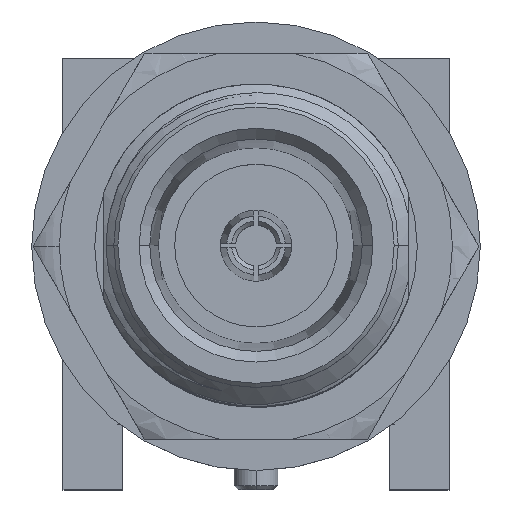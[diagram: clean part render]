
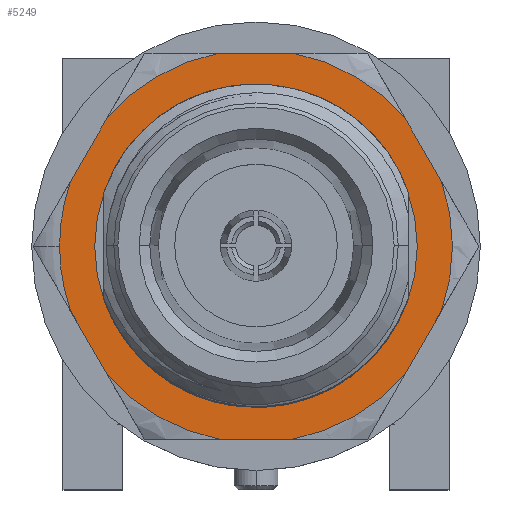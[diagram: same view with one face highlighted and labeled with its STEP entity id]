
A CAD part, top view. The second image highlights one B-rep face of the part: STEP entity #5249.
In plain terms, the highlighted planar face has unit normal (0, 0, 1).
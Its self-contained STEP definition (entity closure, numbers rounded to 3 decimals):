
#237 = DIRECTION ( 'NONE',  ( 0., 0., -1. ) ) ;
#374 = DIRECTION ( 'NONE',  ( 0., 0., 1. ) ) ;
#1429 = VERTEX_POINT ( 'NONE', #1717 ) ;
#1451 = ORIENTED_EDGE ( 'NONE', *, *, #3478, .F. ) ;
#1531 = ORIENTED_EDGE ( 'NONE', *, *, #5833, .F. ) ;
#1551 = DIRECTION ( 'NONE',  ( 0., 0., -1. ) ) ;
#1717 = CARTESIAN_POINT ( 'NONE',  ( -7.326, 18.272, 14.82 ) ) ;
#2047 = VERTEX_POINT ( 'NONE', #7089 ) ;
#2372 = CARTESIAN_POINT ( 'NONE',  ( 10.97, 11.96, 14.82 ) ) ;
#2882 = CARTESIAN_POINT ( 'NONE',  ( -1.803, 2.46, 14.82 ) ) ;
#2895 = LINE ( 'NONE', #23168, #14702 ) ;
#2930 = DIRECTION ( 'NONE',  ( -0.5, -0.866, 0. ) ) ;
#3377 = EDGE_CURVE ( 'NONE', #3561, #5099, #8871, .T. ) ;
#3430 = CARTESIAN_POINT ( 'NONE',  ( -9.67, 11.96, 14.82 ) ) ;
#3478 = EDGE_CURVE ( 'NONE', #5731, #3561, #20903, .T. ) ;
#3561 = VERTEX_POINT ( 'NONE', #3430 ) ;
#3631 = VERTEX_POINT ( 'NONE', #16596 ) ;
#3784 = CARTESIAN_POINT ( 'NONE',  ( -5.485, 2.46, 14.82 ) ) ;
#4618 = AXIS2_PLACEMENT_3D ( 'NONE', #19147, #23025, #6717 ) ;
#4697 = AXIS2_PLACEMENT_3D ( 'NONE', #8088, #20589, #8161 ) ;
#5099 = VERTEX_POINT ( 'NONE', #22844 ) ;
#5157 = AXIS2_PLACEMENT_3D ( 'NONE', #10490, #1551, #21126 ) ;
#5231 = VERTEX_POINT ( 'NONE', #17654 ) ;
#5249 = ADVANCED_FACE ( 'NONE', ( #20211, #18519 ), #21328, .T. ) ;
#5332 = DIRECTION ( 'NONE',  ( -1., 0., 0. ) ) ;
#5524 = CARTESIAN_POINT ( 'NONE',  ( 9.129, 8.772, 14.82 ) ) ;
#5568 = CIRCLE ( 'NONE', #5157, 9.67 ) ;
#5620 = ORIENTED_EDGE ( 'NONE', *, *, #18435, .T. ) ;
#5731 = VERTEX_POINT ( 'NONE', #12999 ) ;
#5833 = EDGE_CURVE ( 'NONE', #2047, #23148, #6131, .T. ) ;
#5853 = VECTOR ( 'NONE', #2930, 1000. ) ;
#6131 = CIRCLE ( 'NONE', #4697, 7.938 ) ;
#6717 = DIRECTION ( 'NONE',  ( -1., 0., 0. ) ) ;
#6832 = VERTEX_POINT ( 'NONE', #13095 ) ;
#6934 = DIRECTION ( 'NONE',  ( 1., 0., 0. ) ) ;
#7032 = DIRECTION ( 'NONE',  ( 0., 0., -1. ) ) ;
#7089 = CARTESIAN_POINT ( 'NONE',  ( -7.937, 11.96, 14.82 ) ) ;
#7350 = CIRCLE ( 'NONE', #15905, 9.67 ) ;
#7778 = CARTESIAN_POINT ( 'NONE',  ( 5.485, 2.46, 14.82 ) ) ;
#7814 = EDGE_CURVE ( 'NONE', #23148, #2047, #13948, .T. ) ;
#8088 = CARTESIAN_POINT ( 'NONE',  ( 0., 11.96, 14.82 ) ) ;
#8161 = DIRECTION ( 'NONE',  ( 1., 0., 0. ) ) ;
#8234 = CARTESIAN_POINT ( 'NONE',  ( 0., 11.96, 14.82 ) ) ;
#8493 = ORIENTED_EDGE ( 'NONE', *, *, #22415, .T. ) ;
#8537 = AXIS2_PLACEMENT_3D ( 'NONE', #17750, #7032, #16055 ) ;
#8567 = CARTESIAN_POINT ( 'NONE',  ( 7.326, 5.648, 14.82 ) ) ;
#8773 = CARTESIAN_POINT ( 'NONE',  ( 1.803, 21.46, 14.82 ) ) ;
#8844 = DIRECTION ( 'NONE',  ( 0.5, -0.866, 0. ) ) ;
#8871 = CIRCLE ( 'NONE', #4618, 9.67 ) ;
#8965 = ORIENTED_EDGE ( 'NONE', *, *, #13489, .T. ) ;
#9125 = DIRECTION ( 'NONE',  ( 0., 0., -1. ) ) ;
#9246 = CARTESIAN_POINT ( 'NONE',  ( 0., 11.96, 14.82 ) ) ;
#9271 = ORIENTED_EDGE ( 'NONE', *, *, #18658, .F. ) ;
#9742 = ORIENTED_EDGE ( 'NONE', *, *, #15058, .F. ) ;
#9811 = EDGE_LOOP ( 'NONE', ( #1531, #18709 ) ) ;
#9832 = DIRECTION ( 'NONE',  ( 0., 0., -1. ) ) ;
#9851 = CARTESIAN_POINT ( 'NONE',  ( 7.938, 11.96, 14.82 ) ) ;
#10490 = CARTESIAN_POINT ( 'NONE',  ( 0., 11.96, 14.82 ) ) ;
#10581 = CARTESIAN_POINT ( 'NONE',  ( -10.97, 11.96, 14.82 ) ) ;
#10584 = CARTESIAN_POINT ( 'NONE',  ( -1.803, 21.46, 14.82 ) ) ;
#10865 = ORIENTED_EDGE ( 'NONE', *, *, #3377, .F. ) ;
#10922 = ORIENTED_EDGE ( 'NONE', *, *, #22865, .F. ) ;
#10940 = LINE ( 'NONE', #11877, #5853 ) ;
#11092 = VECTOR ( 'NONE', #19708, 1000. ) ;
#11342 = VECTOR ( 'NONE', #18639, 1000. ) ;
#11391 = EDGE_CURVE ( 'NONE', #20719, #3631, #23136, .T. ) ;
#11416 = CARTESIAN_POINT ( 'NONE',  ( 9.129, 15.148, 14.82 ) ) ;
#11765 = EDGE_CURVE ( 'NONE', #5731, #5231, #20301, .T. ) ;
#11832 = EDGE_CURVE ( 'NONE', #22155, #14779, #15553, .T. ) ;
#11877 = CARTESIAN_POINT ( 'NONE',  ( -5.485, 21.46, 14.82 ) ) ;
#12706 = EDGE_CURVE ( 'NONE', #18904, #14779, #12758, .T. ) ;
#12758 = LINE ( 'NONE', #7778, #11342 ) ;
#12796 = VECTOR ( 'NONE', #16031, 1000. ) ;
#12999 = CARTESIAN_POINT ( 'NONE',  ( -9.129, 8.772, 14.82 ) ) ;
#13095 = CARTESIAN_POINT ( 'NONE',  ( 7.326, 18.272, 14.82 ) ) ;
#13471 = ORIENTED_EDGE ( 'NONE', *, *, #21054, .F. ) ;
#13489 = EDGE_CURVE ( 'NONE', #18733, #18806, #2895, .T. ) ;
#13948 = CIRCLE ( 'NONE', #18834, 7.938 ) ;
#14169 = CARTESIAN_POINT ( 'NONE',  ( 0., 0., 14.82 ) ) ;
#14702 = VECTOR ( 'NONE', #21023, 1000. ) ;
#14731 = DIRECTION ( 'NONE',  ( 1., 0., 0. ) ) ;
#14779 = VERTEX_POINT ( 'NONE', #5524 ) ;
#15058 = EDGE_CURVE ( 'NONE', #1429, #18806, #7350, .T. ) ;
#15553 = CIRCLE ( 'NONE', #15871, 9.67 ) ;
#15648 = ORIENTED_EDGE ( 'NONE', *, *, #11765, .T. ) ;
#15695 = ORIENTED_EDGE ( 'NONE', *, *, #12706, .T. ) ;
#15871 = AXIS2_PLACEMENT_3D ( 'NONE', #9246, #237, #21771 ) ;
#15905 = AXIS2_PLACEMENT_3D ( 'NONE', #18670, #9832, #22365 ) ;
#15974 = DIRECTION ( 'NONE',  ( -1., 0., 0. ) ) ;
#16031 = DIRECTION ( 'NONE',  ( 1., 0., 0. ) ) ;
#16055 = DIRECTION ( 'NONE',  ( -1., 0., 0. ) ) ;
#16596 = CARTESIAN_POINT ( 'NONE',  ( 1.803, 2.46, 14.82 ) ) ;
#17654 = CARTESIAN_POINT ( 'NONE',  ( -7.326, 5.648, 14.82 ) ) ;
#17750 = CARTESIAN_POINT ( 'NONE',  ( 0., 11.96, 14.82 ) ) ;
#18342 = ORIENTED_EDGE ( 'NONE', *, *, #11391, .T. ) ;
#18435 = EDGE_CURVE ( 'NONE', #22155, #6832, #18633, .T. ) ;
#18519 = FACE_OUTER_BOUND ( 'NONE', #20994, .T. ) ;
#18633 = LINE ( 'NONE', #2372, #11092 ) ;
#18639 = DIRECTION ( 'NONE',  ( 0.5, 0.866, 0. ) ) ;
#18658 = EDGE_CURVE ( 'NONE', #20719, #5231, #20789, .T. ) ;
#18670 = CARTESIAN_POINT ( 'NONE',  ( 0., 11.96, 14.82 ) ) ;
#18709 = ORIENTED_EDGE ( 'NONE', *, *, #7814, .F. ) ;
#18733 = VERTEX_POINT ( 'NONE', #8773 ) ;
#18806 = VERTEX_POINT ( 'NONE', #10584 ) ;
#18834 = AXIS2_PLACEMENT_3D ( 'NONE', #19943, #374, #14731 ) ;
#18904 = VERTEX_POINT ( 'NONE', #8567 ) ;
#19147 = CARTESIAN_POINT ( 'NONE',  ( 0., 11.96, 14.82 ) ) ;
#19163 = VECTOR ( 'NONE', #8844, 1000. ) ;
#19603 = DIRECTION ( 'NONE',  ( 0., 0., 1. ) ) ;
#19651 = AXIS2_PLACEMENT_3D ( 'NONE', #8234, #20752, #5332 ) ;
#19708 = DIRECTION ( 'NONE',  ( -0.5, 0.866, 0. ) ) ;
#19943 = CARTESIAN_POINT ( 'NONE',  ( 0., 11.96, 14.82 ) ) ;
#20208 = CIRCLE ( 'NONE', #22552, 9.67 ) ;
#20211 = FACE_BOUND ( 'NONE', #9811, .T. ) ;
#20301 = LINE ( 'NONE', #10581, #19163 ) ;
#20589 = DIRECTION ( 'NONE',  ( 0., 0., 1. ) ) ;
#20719 = VERTEX_POINT ( 'NONE', #2882 ) ;
#20752 = DIRECTION ( 'NONE',  ( 0., 0., -1. ) ) ;
#20789 = CIRCLE ( 'NONE', #19651, 9.67 ) ;
#20903 = CIRCLE ( 'NONE', #8537, 9.67 ) ;
#20994 = EDGE_LOOP ( 'NONE', ( #9742, #8493, #10865, #1451, #15648, #9271, #18342, #10922, #15695, #22329, #5620, #13471, #8965 ) ) ;
#21023 = DIRECTION ( 'NONE',  ( -1., 0., 0. ) ) ;
#21054 = EDGE_CURVE ( 'NONE', #18733, #6832, #20208, .T. ) ;
#21126 = DIRECTION ( 'NONE',  ( -1., 0., 0. ) ) ;
#21328 = PLANE ( 'NONE',  #23182 ) ;
#21417 = CARTESIAN_POINT ( 'NONE',  ( 0., 11.96, 14.82 ) ) ;
#21771 = DIRECTION ( 'NONE',  ( -1., 0., 0. ) ) ;
#22155 = VERTEX_POINT ( 'NONE', #11416 ) ;
#22329 = ORIENTED_EDGE ( 'NONE', *, *, #11832, .F. ) ;
#22365 = DIRECTION ( 'NONE',  ( -1., 0., 0. ) ) ;
#22415 = EDGE_CURVE ( 'NONE', #1429, #5099, #10940, .T. ) ;
#22552 = AXIS2_PLACEMENT_3D ( 'NONE', #21417, #9125, #15974 ) ;
#22844 = CARTESIAN_POINT ( 'NONE',  ( -9.129, 15.148, 14.82 ) ) ;
#22865 = EDGE_CURVE ( 'NONE', #18904, #3631, #5568, .T. ) ;
#23025 = DIRECTION ( 'NONE',  ( 0., 0., -1. ) ) ;
#23136 = LINE ( 'NONE', #3784, #12796 ) ;
#23148 = VERTEX_POINT ( 'NONE', #9851 ) ;
#23168 = CARTESIAN_POINT ( 'NONE',  ( 5.485, 21.46, 14.82 ) ) ;
#23182 = AXIS2_PLACEMENT_3D ( 'NONE', #14169, #19603, #6934 ) ;
